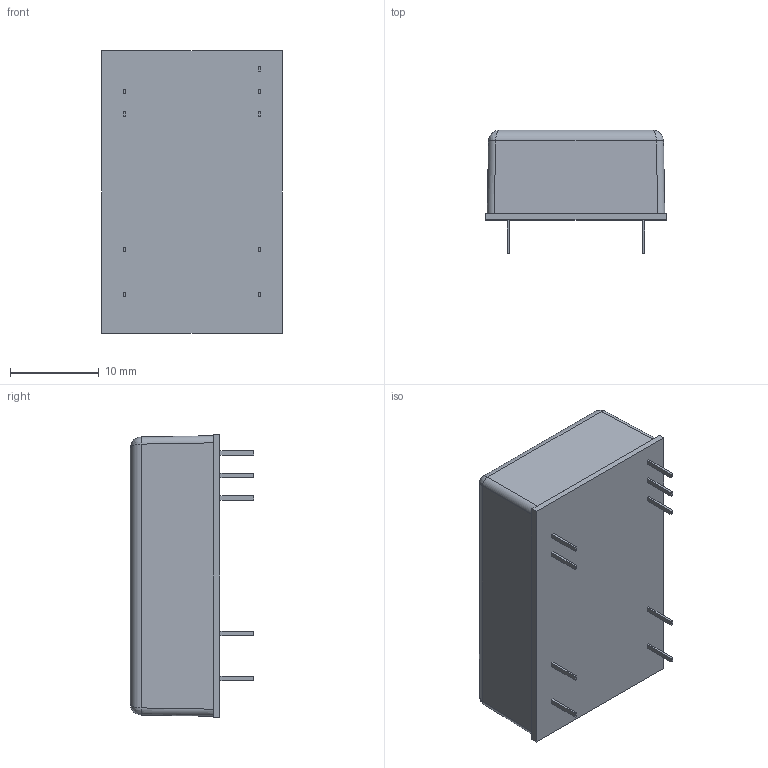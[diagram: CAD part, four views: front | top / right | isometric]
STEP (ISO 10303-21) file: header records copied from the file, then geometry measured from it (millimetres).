
FILE_DESCRIPTION (( 'STEP AP214' ), '1' );
FILE_NAME ('FKC08(W)-A-111712.STEP', '2013-04-10T05:27:46', ( 'WinXP' ), ( 'MyPC' ), 'SwSTEP 2.0', 'SolidWorks 2012', '' );
FILE_SCHEMA (( 'AUTOMOTIVE_DESIGN' ));
Length unit declared in the file: millimetre
Products named in the file (1): FKC08(W)-A-111712
Bounding box: 20.3 x 13.9 x 31.8 mm (x, y, z)
Volume: 6280.7 mm3; surface area: 2297.1 mm2
Topology: 1 solids, 1 shells, 68 faces, 160 edges, 100 vertices
Faces by surface type: plane 56, cylinder 8, bspline 4
Entity records: 2116 total; most frequent: CARTESIAN_POINT 525, ORIENTED_EDGE 312, DIRECTION 278, EDGE_CURVE 156, LINE 140, VECTOR 140, VERTEX_POINT 100, EDGE_LOOP 78
